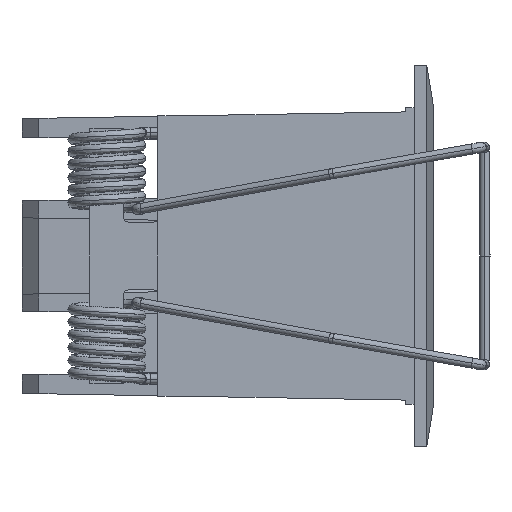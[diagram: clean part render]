
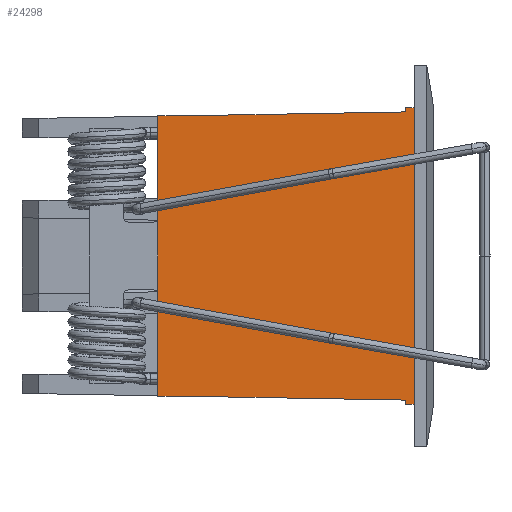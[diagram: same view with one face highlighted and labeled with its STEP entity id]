
A CAD part, left-side view. The second image highlights one B-rep face of the part: STEP entity #24298.
In plain terms, the highlighted planar face has unit normal (-1, 0, 0).
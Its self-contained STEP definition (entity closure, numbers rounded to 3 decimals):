
#22109=DIRECTION('',(0.,1.,-0.017));
#22110=VECTOR('',#22109,25.204);
#22111=CARTESIAN_POINT('',(-68.,3.3,16.977));
#22112=LINE('',#22111,#22110);
#22113=DIRECTION('',(0.,0.,-1.));
#22114=VECTOR('',#22113,0.5);
#22115=CARTESIAN_POINT('',(-68.,3.3,17.477));
#22116=LINE('',#22115,#22114);
#22117=DIRECTION('',(0.,0.,1.));
#22118=VECTOR('',#22117,34.955);
#22119=CARTESIAN_POINT('',(-68.,2.3,-17.477));
#22120=LINE('',#22119,#22118);
#22121=DIRECTION('',(0.,-1.,0.));
#22122=VECTOR('',#22121,1.);
#22123=CARTESIAN_POINT('',(-68.,3.3,-17.477));
#22124=LINE('',#22123,#22122);
#22125=DIRECTION('',(0.,0.,-1.));
#22126=VECTOR('',#22125,0.5);
#22127=CARTESIAN_POINT('',(-68.,3.3,-16.977));
#22128=LINE('',#22127,#22126);
#22129=DIRECTION('',(0.,-1.,-0.017));
#22130=VECTOR('',#22129,25.204);
#22131=CARTESIAN_POINT('',(-68.,28.5,-16.537));
#22132=LINE('',#22131,#22130);
#22133=DIRECTION('',(0.,-1.,0.));
#22134=VECTOR('',#22133,4.);
#22135=CARTESIAN_POINT('',(-68.,32.5,-16.537));
#22136=LINE('',#22135,#22134);
#22137=DIRECTION('',(0.,-1.,0.));
#22138=VECTOR('',#22137,4.);
#22139=CARTESIAN_POINT('',(-68.,32.5,16.537));
#22140=LINE('',#22139,#22138);
#22181=DIRECTION('',(0.,0.,1.));
#22182=VECTOR('',#22181,33.075);
#22183=CARTESIAN_POINT('',(-68.,32.5,-16.537));
#22184=LINE('',#22183,#22182);
#22441=DIRECTION('',(0.,-1.,0.));
#22442=VECTOR('',#22441,1.);
#22443=CARTESIAN_POINT('',(-68.,3.3,17.477));
#22444=LINE('',#22443,#22442);
#23830=CARTESIAN_POINT('',(-68.,28.5,-16.537));
#23831=CARTESIAN_POINT('',(-68.,3.3,-16.977));
#23832=VERTEX_POINT('',#23830);
#23833=VERTEX_POINT('',#23831);
#23844=CARTESIAN_POINT('',(-68.,3.3,-17.477));
#23845=VERTEX_POINT('',#23844);
#23846=CARTESIAN_POINT('',(-68.,3.3,17.477));
#23847=CARTESIAN_POINT('',(-68.,3.3,16.977));
#23848=VERTEX_POINT('',#23846);
#23849=VERTEX_POINT('',#23847);
#23854=CARTESIAN_POINT('',(-68.,32.5,16.537));
#23855=CARTESIAN_POINT('',(-68.,28.5,16.537));
#23856=VERTEX_POINT('',#23854);
#23857=VERTEX_POINT('',#23855);
#23858=CARTESIAN_POINT('',(-68.,32.5,-16.537));
#23859=VERTEX_POINT('',#23858);
#23860=CARTESIAN_POINT('',(-68.,2.3,-17.477));
#23861=VERTEX_POINT('',#23860);
#23862=CARTESIAN_POINT('',(-68.,2.3,17.477));
#23863=VERTEX_POINT('',#23862);
#24273=CARTESIAN_POINT('',(-68.,2.,-17.));
#24274=DIRECTION('',(-1.,0.,0.));
#24275=DIRECTION('',(0.,0.,-1.));
#24276=AXIS2_PLACEMENT_3D('',#24273,#24274,#24275);
#24277=PLANE('',#24276);
#24279=ORIENTED_EDGE('',*,*,#24278,.T.);
#24281=ORIENTED_EDGE('',*,*,#24280,.F.);
#24283=ORIENTED_EDGE('',*,*,#24282,.F.);
#24285=ORIENTED_EDGE('',*,*,#24284,.T.);
#24286=ORIENTED_EDGE('',*,*,#24249,.F.);
#24287=ORIENTED_EDGE('',*,*,#24263,.F.);
#24289=ORIENTED_EDGE('',*,*,#24288,.F.);
#24291=ORIENTED_EDGE('',*,*,#24290,.F.);
#24293=ORIENTED_EDGE('',*,*,#24292,.F.);
#24295=ORIENTED_EDGE('',*,*,#24294,.T.);
#24296=EDGE_LOOP('',(#24279,#24281,#24283,#24285,#24286,#24287,#24289,#24291,
#24293,#24295));
#24297=FACE_OUTER_BOUND('',#24296,.F.);
#24298=ADVANCED_FACE('',(#24297),#24277,.T.);
#24249=EDGE_CURVE('',#23861,#23863,#22120,.T.);
#24263=EDGE_CURVE('',#23845,#23861,#22124,.T.);
#24278=EDGE_CURVE('',#23856,#23857,#22140,.T.);
#24280=EDGE_CURVE('',#23849,#23857,#22112,.T.);
#24282=EDGE_CURVE('',#23848,#23849,#22116,.T.);
#24284=EDGE_CURVE('',#23848,#23863,#22444,.T.);
#24288=EDGE_CURVE('',#23833,#23845,#22128,.T.);
#24290=EDGE_CURVE('',#23832,#23833,#22132,.T.);
#24292=EDGE_CURVE('',#23859,#23832,#22136,.T.);
#24294=EDGE_CURVE('',#23859,#23856,#22184,.T.);
